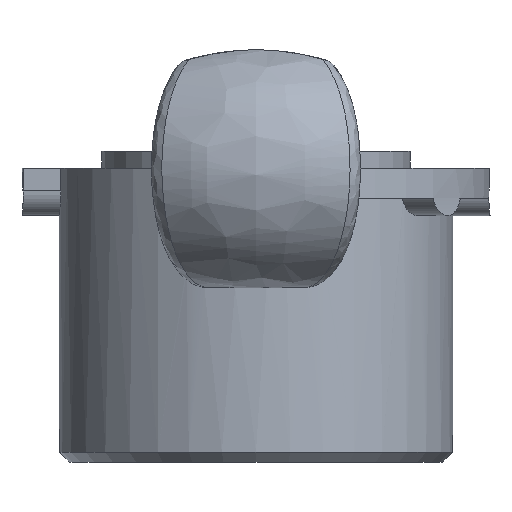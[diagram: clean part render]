
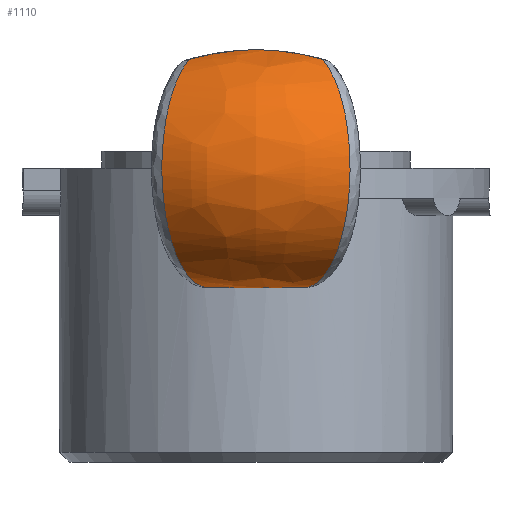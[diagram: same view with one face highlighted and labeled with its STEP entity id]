
A CAD part, left-side view. The second image highlights one B-rep face of the part: STEP entity #1110.
In plain terms, the highlighted free-form (B-spline) face has degree [2, 2] with [5, 3] control points.
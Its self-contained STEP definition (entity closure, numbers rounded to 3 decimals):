
#15=(
BOUNDED_SURFACE()
B_SPLINE_SURFACE(2,2,((#2427,#2428,#2429),(#2430,#2431,#2432),(#2433,#2434,
#2435),(#2436,#2437,#2438),(#2439,#2440,#2441)),.UNSPECIFIED.,.F.,.F.,.F.)
B_SPLINE_SURFACE_WITH_KNOTS((3,2,3),(3,3),(-1.445,0.054,
1.553),(-0.601,0.601),.UNSPECIFIED.)
GEOMETRIC_REPRESENTATION_ITEM()
RATIONAL_B_SPLINE_SURFACE(((1.,0.825,1.),(0.732,
0.604,0.732),(1.,0.825,1.),(0.732,
0.604,0.732),(1.,0.825,1.)))
REPRESENTATION_ITEM('')
SURFACE()
);
#29=B_SPLINE_CURVE_WITH_KNOTS('',3,(#1691,#1692,#1693,#1694,#1695,#1696,
#1697,#1698,#1699,#1700),.UNSPECIFIED.,.F.,.F.,(4,2,2,2,4),(-2.393,
-2.148,-1.877,-1.593,-1.467),
 .UNSPECIFIED.);
#58=B_SPLINE_CURVE_WITH_KNOTS('',3,(#2389,#2390,#2391,#2392,#2393,#2394,
#2395,#2396),.UNSPECIFIED.,.F.,.F.,(4,1,1,1,1,4),(-3.427,-3.053,
-2.68,-1.932,-1.184,-0.81),
 .UNSPECIFIED.);
#60=B_SPLINE_CURVE_WITH_KNOTS('',3,(#2409,#2410,#2411,#2412,#2413,#2414,
#2415,#2416,#2417,#2418,#2419,#2420),.UNSPECIFIED.,.F.,.F.,(4,2,2,2,2,4),
(0.002,0.094,0.209,0.384,
0.559,0.659),.UNSPECIFIED.);
#62=B_SPLINE_CURVE_WITH_KNOTS('',3,(#2443,#2444,#2445,#2446,#2447,#2448,
#2449,#2450,#2451),.UNSPECIFIED.,.F.,.F.,(4,1,1,1,1,1,4),(-3.128,
-2.754,-2.38,-1.632,-1.258,
-0.884,-0.51),.UNSPECIFIED.);
#63=B_SPLINE_CURVE_WITH_KNOTS('',3,(#2453,#2454,#2455,#2456,#2457,#2458,
#2459,#2460,#2461,#2462,#2463,#2464),.UNSPECIFIED.,.F.,.F.,(4,2,2,2,2,4),
(-0.659,-0.559,-0.384,-0.209,
-0.094,-0.002),.UNSPECIFIED.);
#64=B_SPLINE_CURVE_WITH_KNOTS('',3,(#2466,#2467,#2468,#2469),
 .UNSPECIFIED.,.F.,.F.,(4,4),(-1.929,-1.928),
 .UNSPECIFIED.);
#65=B_SPLINE_CURVE_WITH_KNOTS('',3,(#2470,#2471,#2472,#2473),
 .UNSPECIFIED.,.F.,.F.,(4,4),(-1.928,-1.926),
 .UNSPECIFIED.);
#143=FACE_OUTER_BOUND('',#210,.T.);
#210=EDGE_LOOP('',(#842,#843,#844,#845,#846,#847,#848));
#437=VERTEX_POINT('',#1679);
#438=VERTEX_POINT('',#1690);
#488=VERTEX_POINT('',#2388);
#489=VERTEX_POINT('',#2408);
#490=VERTEX_POINT('',#2442);
#491=VERTEX_POINT('',#2452);
#492=VERTEX_POINT('',#2465);
#551=EDGE_CURVE('',#438,#437,#29,.T.);
#620=EDGE_CURVE('',#438,#488,#58,.T.);
#622=EDGE_CURVE('',#489,#488,#60,.T.);
#624=EDGE_CURVE('',#490,#437,#62,.T.);
#625=EDGE_CURVE('',#490,#491,#63,.T.);
#626=EDGE_CURVE('',#491,#492,#64,.T.);
#627=EDGE_CURVE('',#492,#489,#65,.T.);
#842=ORIENTED_EDGE('',*,*,#620,.F.);
#843=ORIENTED_EDGE('',*,*,#551,.T.);
#844=ORIENTED_EDGE('',*,*,#624,.F.);
#845=ORIENTED_EDGE('',*,*,#625,.T.);
#846=ORIENTED_EDGE('',*,*,#626,.T.);
#847=ORIENTED_EDGE('',*,*,#627,.T.);
#848=ORIENTED_EDGE('',*,*,#622,.T.);
#1110=ADVANCED_FACE('',(#143),#15,.F.);
#1679=CARTESIAN_POINT('',(-19.058,-5.184,-11.943));
#1690=CARTESIAN_POINT('',(-19.058,5.184,-11.943));
#1691=CARTESIAN_POINT('Ctrl Pts',(-19.058,5.184,-11.943));
#1692=CARTESIAN_POINT('Ctrl Pts',(-19.3,4.291,-11.973));
#1693=CARTESIAN_POINT('Ctrl Pts',(-19.48,3.382,-11.985));
#1694=CARTESIAN_POINT('Ctrl Pts',(-19.724,1.447,-11.998));
#1695=CARTESIAN_POINT('Ctrl Pts',(-19.772,0.421,-11.998));
#1696=CARTESIAN_POINT('Ctrl Pts',(-19.708,-1.675,-11.996));
#1697=CARTESIAN_POINT('Ctrl Pts',(-19.588,-2.742,-11.994));
#1698=CARTESIAN_POINT('Ctrl Pts',(-19.291,-4.261,-11.969));
#1699=CARTESIAN_POINT('Ctrl Pts',(-19.182,-4.725,-11.959));
#1700=CARTESIAN_POINT('Ctrl Pts',(-19.058,-5.184,-11.943));
#2388=CARTESIAN_POINT('',(-22.557,6.697,10.942));
#2389=CARTESIAN_POINT('Ctrl Pts',(-19.058,5.184,-11.943));
#2390=CARTESIAN_POINT('Ctrl Pts',(-20.419,5.786,-11.801));
#2391=CARTESIAN_POINT('Ctrl Pts',(-23.112,6.938,-10.962));
#2392=CARTESIAN_POINT('Ctrl Pts',(-27.623,8.827,-7.279));
#2393=CARTESIAN_POINT('Ctrl Pts',(-30.241,9.907,0.295));
#2394=CARTESIAN_POINT('Ctrl Pts',(-27.312,8.698,7.739));
#2395=CARTESIAN_POINT('Ctrl Pts',(-23.823,7.235,10.329));
#2396=CARTESIAN_POINT('Ctrl Pts',(-22.557,6.697,10.942));
#2408=CARTESIAN_POINT('',(-21.,0.016,11.906));
#2409=CARTESIAN_POINT('Ctrl Pts',(-21.,0.016,
11.906));
#2410=CARTESIAN_POINT('Ctrl Pts',(-21.001,0.325,11.906));
#2411=CARTESIAN_POINT('Ctrl Pts',(-21.042,0.69,11.898));
#2412=CARTESIAN_POINT('Ctrl Pts',(-21.17,1.367,11.871));
#2413=CARTESIAN_POINT('Ctrl Pts',(-21.293,1.81,11.841));
#2414=CARTESIAN_POINT('Ctrl Pts',(-21.571,2.732,11.756));
#2415=CARTESIAN_POINT('Ctrl Pts',(-21.77,3.337,11.678));
#2416=CARTESIAN_POINT('Ctrl Pts',(-22.123,4.55,11.471));
#2417=CARTESIAN_POINT('Ctrl Pts',(-22.276,5.158,11.342));
#2418=CARTESIAN_POINT('Ctrl Pts',(-22.453,6.034,11.126));
#2419=CARTESIAN_POINT('Ctrl Pts',(-22.51,6.363,11.038));
#2420=CARTESIAN_POINT('Ctrl Pts',(-22.557,6.697,10.942));
#2427=CARTESIAN_POINT('Ctrl Pts',(-19.334,-5.373,11.906));
#2428=CARTESIAN_POINT('Ctrl Pts',(-23.02,0.,11.906));
#2429=CARTESIAN_POINT('Ctrl Pts',(-19.334,5.373,11.906));
#2430=CARTESIAN_POINT('Ctrl Pts',(-28.472,-11.641,10.51));
#2431=CARTESIAN_POINT('Ctrl Pts',(-36.456,0.,10.51));
#2432=CARTESIAN_POINT('Ctrl Pts',(-28.472,11.641,10.51));
#2433=CARTESIAN_POINT('Ctrl Pts',(-27.979,-11.303,-0.642));
#2434=CARTESIAN_POINT('Ctrl Pts',(-35.732,0.,-0.642));
#2435=CARTESIAN_POINT('Ctrl Pts',(-27.979,11.303,-0.642));
#2436=CARTESIAN_POINT('Ctrl Pts',(-27.486,-10.965,-11.794));
#2437=CARTESIAN_POINT('Ctrl Pts',(-35.007,0.,-11.794));
#2438=CARTESIAN_POINT('Ctrl Pts',(-27.486,10.965,-11.794));
#2439=CARTESIAN_POINT('Ctrl Pts',(-18.278,-4.649,-11.998));
#2440=CARTESIAN_POINT('Ctrl Pts',(-21.467,0.,-11.998));
#2441=CARTESIAN_POINT('Ctrl Pts',(-18.278,4.649,-11.998));
#2442=CARTESIAN_POINT('',(-22.557,-6.697,10.942));
#2443=CARTESIAN_POINT('Ctrl Pts',(-22.557,-6.697,10.942));
#2444=CARTESIAN_POINT('Ctrl Pts',(-23.823,-7.235,10.329));
#2445=CARTESIAN_POINT('Ctrl Pts',(-26.129,-8.203,8.591));
#2446=CARTESIAN_POINT('Ctrl Pts',(-29.308,-9.523,3.495));
#2447=CARTESIAN_POINT('Ctrl Pts',(-29.437,-9.576,-2.949));
#2448=CARTESIAN_POINT('Ctrl Pts',(-26.482,-8.35,-8.191));
#2449=CARTESIAN_POINT('Ctrl Pts',(-23.122,-6.942,-10.966));
#2450=CARTESIAN_POINT('Ctrl Pts',(-20.419,-5.786,-11.801));
#2451=CARTESIAN_POINT('Ctrl Pts',(-19.058,-5.184,-11.943));
#2452=CARTESIAN_POINT('',(-21.,-0.016,11.906));
#2453=CARTESIAN_POINT('Ctrl Pts',(-22.557,-6.697,10.942));
#2454=CARTESIAN_POINT('Ctrl Pts',(-22.51,-6.363,11.038));
#2455=CARTESIAN_POINT('Ctrl Pts',(-22.453,-6.034,11.126));
#2456=CARTESIAN_POINT('Ctrl Pts',(-22.276,-5.158,11.342));
#2457=CARTESIAN_POINT('Ctrl Pts',(-22.123,-4.55,11.471));
#2458=CARTESIAN_POINT('Ctrl Pts',(-21.77,-3.337,11.678));
#2459=CARTESIAN_POINT('Ctrl Pts',(-21.571,-2.732,11.756));
#2460=CARTESIAN_POINT('Ctrl Pts',(-21.293,-1.81,11.841));
#2461=CARTESIAN_POINT('Ctrl Pts',(-21.17,-1.367,11.871));
#2462=CARTESIAN_POINT('Ctrl Pts',(-21.042,-0.69,
11.898));
#2463=CARTESIAN_POINT('Ctrl Pts',(-21.001,-0.325,
11.906));
#2464=CARTESIAN_POINT('Ctrl Pts',(-21.,-0.016,
11.906));
#2465=CARTESIAN_POINT('',(-21.,0.,11.906));
#2466=CARTESIAN_POINT('Ctrl Pts',(-21.,-0.016,
11.906));
#2467=CARTESIAN_POINT('Ctrl Pts',(-21.,-0.011,
11.906));
#2468=CARTESIAN_POINT('Ctrl Pts',(-21.,-0.005,11.906));
#2469=CARTESIAN_POINT('Ctrl Pts',(-21.,0.,11.906));
#2470=CARTESIAN_POINT('Ctrl Pts',(-21.,0.,11.906));
#2471=CARTESIAN_POINT('Ctrl Pts',(-21.,0.005,11.906));
#2472=CARTESIAN_POINT('Ctrl Pts',(-21.,0.011,
11.906));
#2473=CARTESIAN_POINT('Ctrl Pts',(-21.,0.016,
11.906));
